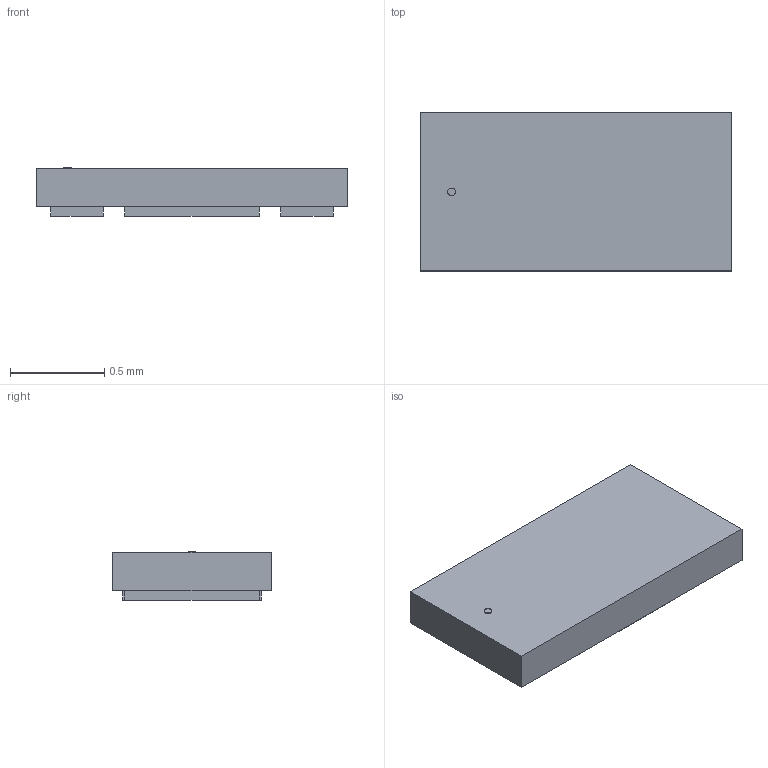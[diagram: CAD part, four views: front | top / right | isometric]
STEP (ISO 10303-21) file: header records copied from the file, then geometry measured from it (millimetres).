
FILE_DESCRIPTION (( 'STEP AP214' ), '1' );
FILE_NAME ('DLF162500LT-5028A1.STEP', '2023-05-10T16:39:43', ( '' ), ( '' ), 'SwSTEP 2.0', 'SolidWorks 2013', '' );
FILE_SCHEMA (( 'AUTOMOTIVE_DESIGN' ));
Length unit declared in the file: inch
Products named in the file (1): DLF162500LT-5028A1
Bounding box: 1.65 x 0.84 x 0.26 mm (x, y, z)
Surface area: 5.8 mm2 (no closed solid volume)
Topology: 0 solids, 6 shells, 32 faces, 66 edges, 44 vertices
Faces by surface type: plane 30, cylinder 2
Entity records: 1327 total; most frequent: CARTESIAN_POINT 143, DIRECTION 136, ORIENTED_EDGE 128, EDGE_CURVE 66, VECTOR 62, LINE 62, VERTEX_POINT 44, UNCERTAINTY_MEASURE_WITH_UNIT 39
